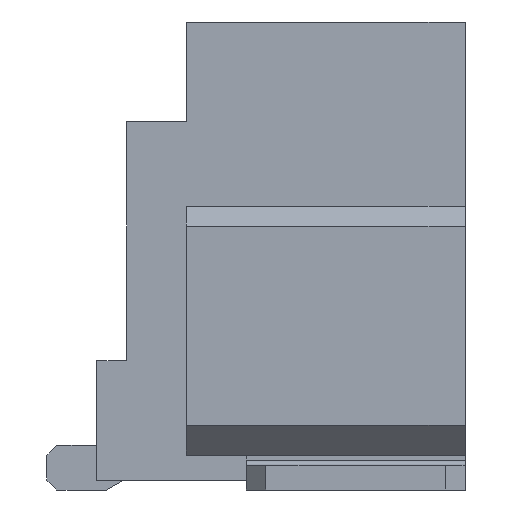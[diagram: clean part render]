
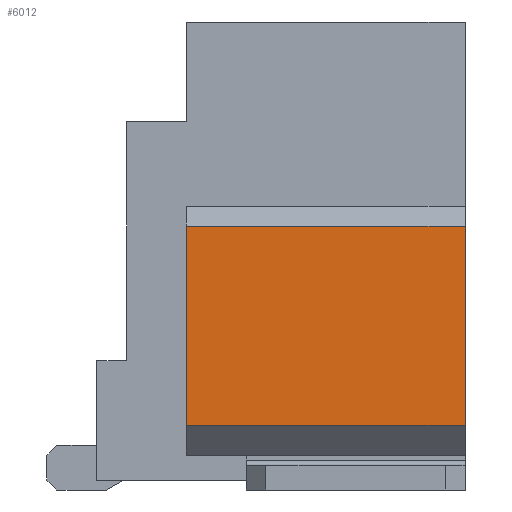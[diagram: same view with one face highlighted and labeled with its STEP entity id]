
A CAD part, left-side view. The second image highlights one B-rep face of the part: STEP entity #6012.
In plain terms, the highlighted face is planar.
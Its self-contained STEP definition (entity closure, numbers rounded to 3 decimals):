
#876 = PLANE('',#877);
#877 = AXIS2_PLACEMENT_3D('',#878,#879,#880);
#878 = CARTESIAN_POINT('',(4.,1.85,-2.3));
#879 = DIRECTION('',(0.,1.,0.));
#880 = DIRECTION('',(-1.,0.,0.));
#2039 = VERTEX_POINT('',#2040);
#2040 = CARTESIAN_POINT('',(5.5,1.85,-1.75));
#2054 = PLANE('',#2055);
#2055 = AXIS2_PLACEMENT_3D('',#2056,#2057,#2058);
#2056 = CARTESIAN_POINT('',(5.5,1.85,-1.75));
#2057 = DIRECTION('',(0.707,0.,-0.707));
#2058 = DIRECTION('',(-0.707,0.,-0.707));
#2066 = EDGE_CURVE('',#2067,#2039,#2069,.T.);
#2067 = VERTEX_POINT('',#2068);
#2068 = CARTESIAN_POINT('',(5.5,1.85,0.25));
#2069 = SURFACE_CURVE('',#2070,(#2074,#2081),.PCURVE_S1.);
#2070 = LINE('',#2071,#2072);
#2071 = CARTESIAN_POINT('',(5.5,1.85,0.25));
#2072 = VECTOR('',#2073,1.);
#2073 = DIRECTION('',(0.,0.,-1.));
#2074 = PCURVE('',#876,#2075);
#2075 = DEFINITIONAL_REPRESENTATION('',(#2076),#2080);
#2076 = LINE('',#2077,#2078);
#2077 = CARTESIAN_POINT('',(-1.5,2.55));
#2078 = VECTOR('',#2079,1.);
#2079 = DIRECTION('',(0.,-1.));
#2080 = ( GEOMETRIC_REPRESENTATION_CONTEXT(2) 
PARAMETRIC_REPRESENTATION_CONTEXT() REPRESENTATION_CONTEXT('2D SPACE',''
  ) );
#2081 = PCURVE('',#2082,#2087);
#2082 = PLANE('',#2083);
#2083 = AXIS2_PLACEMENT_3D('',#2084,#2085,#2086);
#2084 = CARTESIAN_POINT('',(5.5,1.85,0.25));
#2085 = DIRECTION('',(1.,0.,0.));
#2086 = DIRECTION('',(0.,0.,-1.));
#2087 = DEFINITIONAL_REPRESENTATION('',(#2088),#2092);
#2088 = LINE('',#2089,#2090);
#2089 = CARTESIAN_POINT('',(0.,0.));
#2090 = VECTOR('',#2091,1.);
#2091 = DIRECTION('',(1.,0.));
#2092 = ( GEOMETRIC_REPRESENTATION_CONTEXT(2) 
PARAMETRIC_REPRESENTATION_CONTEXT() REPRESENTATION_CONTEXT('2D SPACE',''
  ) );
#2110 = PLANE('',#2111);
#2111 = AXIS2_PLACEMENT_3D('',#2112,#2113,#2114);
#2112 = CARTESIAN_POINT('',(4.2,1.85,0.25));
#2113 = DIRECTION('',(0.,0.,1.));
#2114 = DIRECTION('',(1.,0.,0.));
#3825 = PLANE('',#3826);
#3826 = AXIS2_PLACEMENT_3D('',#3827,#3828,#3829);
#3827 = CARTESIAN_POINT('',(4.,-0.95,-2.3));
#3828 = DIRECTION('',(0.,1.,0.));
#3829 = DIRECTION('',(1.,0.,0.));
#5970 = VERTEX_POINT('',#5971);
#5971 = CARTESIAN_POINT('',(5.5,-0.95,-1.75));
#5992 = EDGE_CURVE('',#2039,#5970,#5993,.T.);
#5993 = SURFACE_CURVE('',#5994,(#5998,#6005),.PCURVE_S1.);
#5994 = LINE('',#5995,#5996);
#5995 = CARTESIAN_POINT('',(5.5,1.85,-1.75));
#5996 = VECTOR('',#5997,1.);
#5997 = DIRECTION('',(0.,-1.,0.));
#5998 = PCURVE('',#2054,#5999);
#5999 = DEFINITIONAL_REPRESENTATION('',(#6000),#6004);
#6000 = LINE('',#6001,#6002);
#6001 = CARTESIAN_POINT('',(0.,0.));
#6002 = VECTOR('',#6003,1.);
#6003 = DIRECTION('',(0.,-1.));
#6004 = ( GEOMETRIC_REPRESENTATION_CONTEXT(2) 
PARAMETRIC_REPRESENTATION_CONTEXT() REPRESENTATION_CONTEXT('2D SPACE',''
  ) );
#6005 = PCURVE('',#2082,#6006);
#6006 = DEFINITIONAL_REPRESENTATION('',(#6007),#6011);
#6007 = LINE('',#6008,#6009);
#6008 = CARTESIAN_POINT('',(2.,0.));
#6009 = VECTOR('',#6010,1.);
#6010 = DIRECTION('',(0.,-1.));
#6011 = ( GEOMETRIC_REPRESENTATION_CONTEXT(2) 
PARAMETRIC_REPRESENTATION_CONTEXT() REPRESENTATION_CONTEXT('2D SPACE',''
  ) );
#6012 = ADVANCED_FACE('',(#6013),#2082,.T.);
#6013 = FACE_BOUND('',#6014,.F.);
#6014 = EDGE_LOOP('',(#6015,#6016,#6017,#6040));
#6015 = ORIENTED_EDGE('',*,*,#2066,.T.);
#6016 = ORIENTED_EDGE('',*,*,#5992,.T.);
#6017 = ORIENTED_EDGE('',*,*,#6018,.F.);
#6018 = EDGE_CURVE('',#6019,#5970,#6021,.T.);
#6019 = VERTEX_POINT('',#6020);
#6020 = CARTESIAN_POINT('',(5.5,-0.95,0.25));
#6021 = SURFACE_CURVE('',#6022,(#6026,#6033),.PCURVE_S1.);
#6022 = LINE('',#6023,#6024);
#6023 = CARTESIAN_POINT('',(5.5,-0.95,0.25));
#6024 = VECTOR('',#6025,1.);
#6025 = DIRECTION('',(0.,0.,-1.));
#6026 = PCURVE('',#2082,#6027);
#6027 = DEFINITIONAL_REPRESENTATION('',(#6028),#6032);
#6028 = LINE('',#6029,#6030);
#6029 = CARTESIAN_POINT('',(0.,-2.8));
#6030 = VECTOR('',#6031,1.);
#6031 = DIRECTION('',(1.,0.));
#6032 = ( GEOMETRIC_REPRESENTATION_CONTEXT(2) 
PARAMETRIC_REPRESENTATION_CONTEXT() REPRESENTATION_CONTEXT('2D SPACE',''
  ) );
#6033 = PCURVE('',#3825,#6034);
#6034 = DEFINITIONAL_REPRESENTATION('',(#6035),#6039);
#6035 = LINE('',#6036,#6037);
#6036 = CARTESIAN_POINT('',(1.5,-2.55));
#6037 = VECTOR('',#6038,1.);
#6038 = DIRECTION('',(0.,1.));
#6039 = ( GEOMETRIC_REPRESENTATION_CONTEXT(2) 
PARAMETRIC_REPRESENTATION_CONTEXT() REPRESENTATION_CONTEXT('2D SPACE',''
  ) );
#6040 = ORIENTED_EDGE('',*,*,#6041,.F.);
#6041 = EDGE_CURVE('',#2067,#6019,#6042,.T.);
#6042 = SURFACE_CURVE('',#6043,(#6047,#6054),.PCURVE_S1.);
#6043 = LINE('',#6044,#6045);
#6044 = CARTESIAN_POINT('',(5.5,1.85,0.25));
#6045 = VECTOR('',#6046,1.);
#6046 = DIRECTION('',(0.,-1.,0.));
#6047 = PCURVE('',#2082,#6048);
#6048 = DEFINITIONAL_REPRESENTATION('',(#6049),#6053);
#6049 = LINE('',#6050,#6051);
#6050 = CARTESIAN_POINT('',(0.,0.));
#6051 = VECTOR('',#6052,1.);
#6052 = DIRECTION('',(0.,-1.));
#6053 = ( GEOMETRIC_REPRESENTATION_CONTEXT(2) 
PARAMETRIC_REPRESENTATION_CONTEXT() REPRESENTATION_CONTEXT('2D SPACE',''
  ) );
#6054 = PCURVE('',#2110,#6055);
#6055 = DEFINITIONAL_REPRESENTATION('',(#6056),#6060);
#6056 = LINE('',#6057,#6058);
#6057 = CARTESIAN_POINT('',(1.3,0.));
#6058 = VECTOR('',#6059,1.);
#6059 = DIRECTION('',(0.,-1.));
#6060 = ( GEOMETRIC_REPRESENTATION_CONTEXT(2) 
PARAMETRIC_REPRESENTATION_CONTEXT() REPRESENTATION_CONTEXT('2D SPACE',''
  ) );
